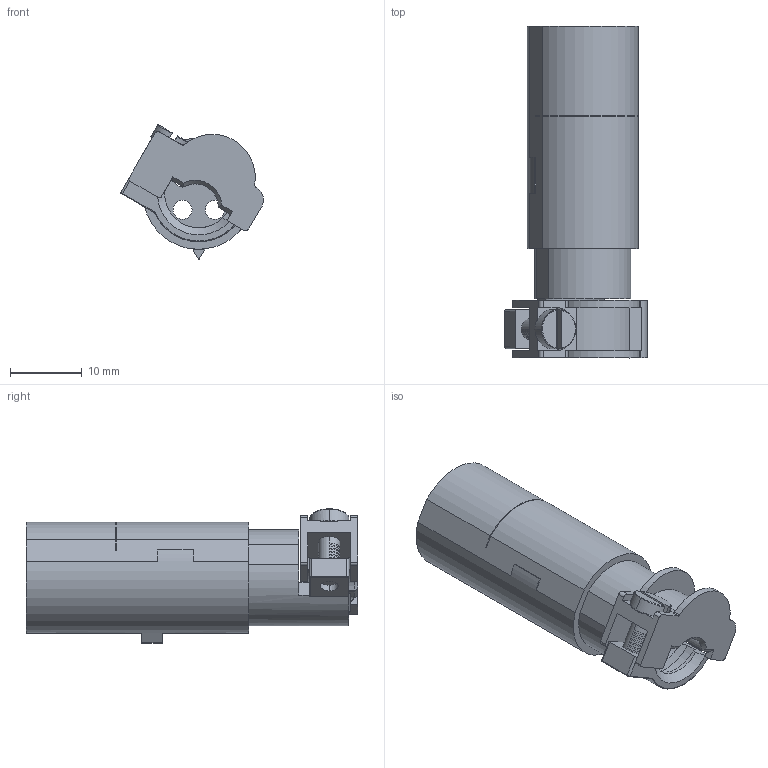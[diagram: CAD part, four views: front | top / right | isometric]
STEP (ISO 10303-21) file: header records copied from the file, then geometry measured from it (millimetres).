
FILE_DESCRIPTION((''),'2;1');
FILE_NAME('PRT0001','2019-03-14T',('p.lin'),(''),'PRO/ENGINEER BY PARAMETRIC TECHNOLOGY CORPORATION, 2014000','PRO/ENGINEER BY PARAMETRIC TECHNOLOGY CORPORATION, 2014000','');
FILE_SCHEMA(('CONFIG_CONTROL_DESIGN'));
Length unit declared in the file: millimetre
Products named in the file (1): PRT0001
Bounding box: 19.88 x 46.25 x 18.73 mm (x, y, z)
Volume: 4902 mm3; surface area: 5226 mm2
Topology: 1 solids, 1 shells, 304 faces, 937 edges, 651 vertices
Faces by surface type: plane 146, cylinder 94, extrusion 40, cone 16, torus 8
Entity records: 11133 total; most frequent: CARTESIAN_POINT 2636, ORIENTED_EDGE 1874, DIRECTION 1641, EDGE_CURVE 937, VERTEX_POINT 651, VECTOR 565, AXIS2_PLACEMENT_3D 538, LINE 525
